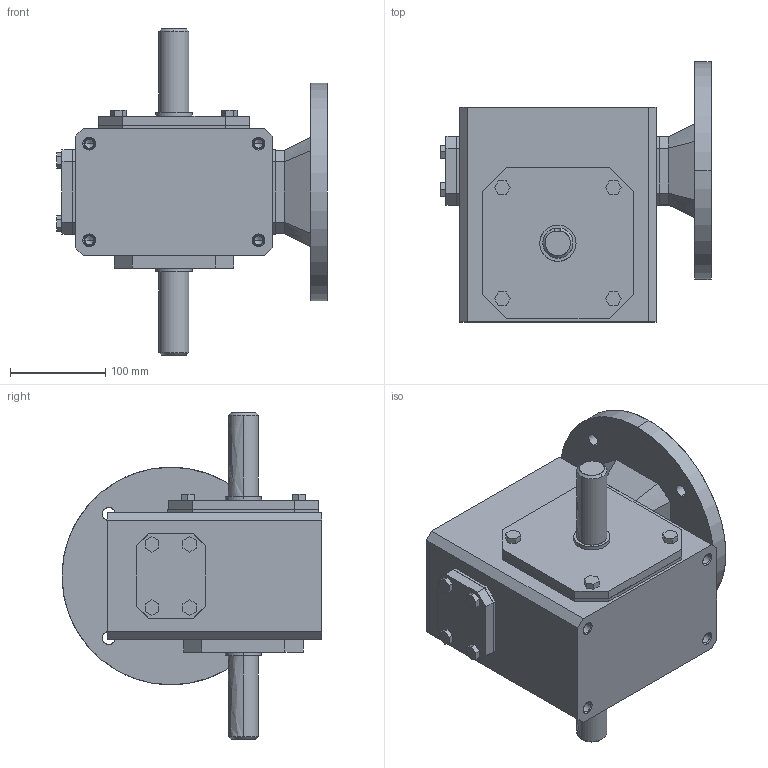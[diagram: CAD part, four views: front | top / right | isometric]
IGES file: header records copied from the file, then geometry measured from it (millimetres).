
Start section: SolidWorks IGES file using analytic representation for surfaces
Global section: file name: 30DEFAU08121153201063.igs; native system: SolidWorks 2017; preprocessor: SolidWorks 2017; author: partstream; date: 170812.115324; units: inch
Bounding box: 283.92 x 273.05 x 342.9 mm (x, y, z)
Surface area: 368801.9 mm2 (no closed solid volume)
Topology: 0 solids, 0 shells, 410 faces, 4300 edges, 4276 vertices
Faces by surface type: bspline 281, revolution 129
